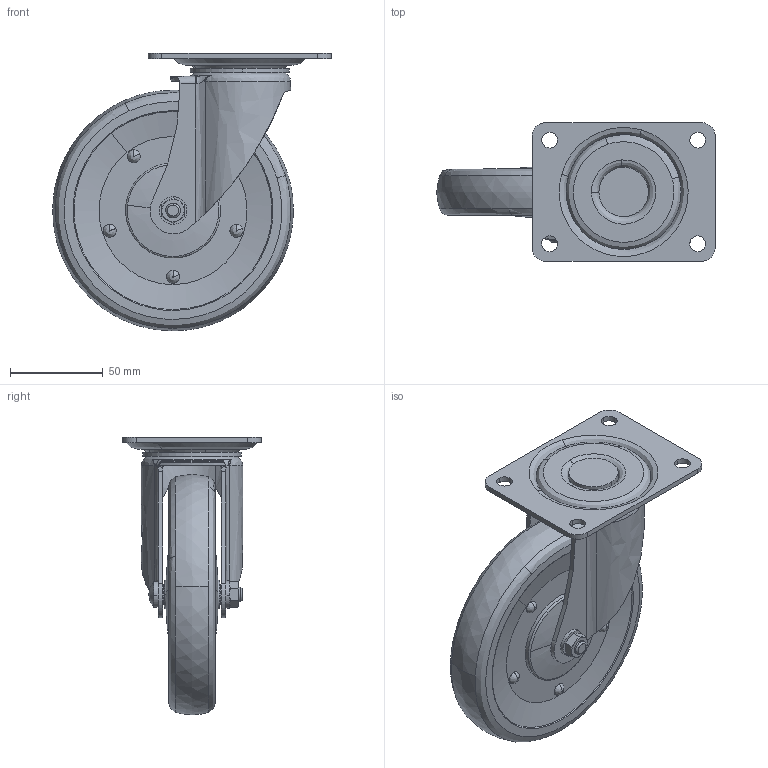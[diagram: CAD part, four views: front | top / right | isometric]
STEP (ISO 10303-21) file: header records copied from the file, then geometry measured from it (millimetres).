
FILE_DESCRIPTION((''),'2;1');
FILE_NAME('','2005-12-16T17:19:20',(''),(''),'','CADfix','');
FILE_SCHEMA(('AUTOMOTIVE_DESIGN'));
Length unit declared in the file: millimetre
Products named in the file (6): wheel; mounting plate; main shaft; body; axle; No_108_18051_36
Assembly tree (5 placements, depth 2):
  No_108_18051_36
    wheel
    mounting plate
    main shaft
    body
    axle
Bounding box: 150.49 x 75 x 149.99 mm (x, y, z)
Volume: 365735.7 mm3; surface area: 80836.9 mm2
Topology: 5 solids, 5 shells, 236 faces, 722 edges, 521 vertices
Faces by surface type: bspline 236
Entity records: 11179 total; most frequent: CARTESIAN_POINT 7251, ORIENTED_EDGE 1438, EDGE_CURVE 719, VERTEX_POINT 521, EDGE_LOOP 282, FACE_OUTER_BOUND 236, ADVANCED_FACE 236, QUASI_UNIFORM_CURVE 130
